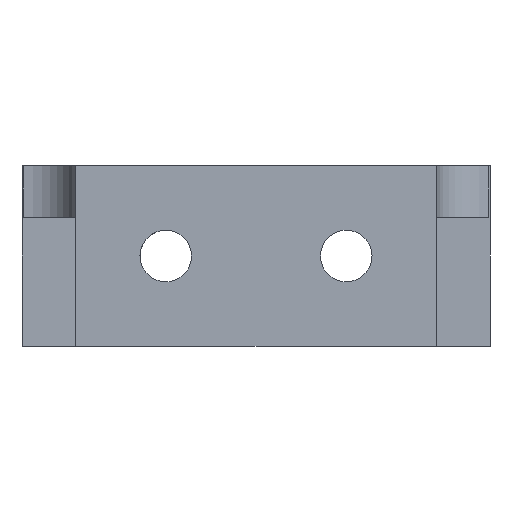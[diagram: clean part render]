
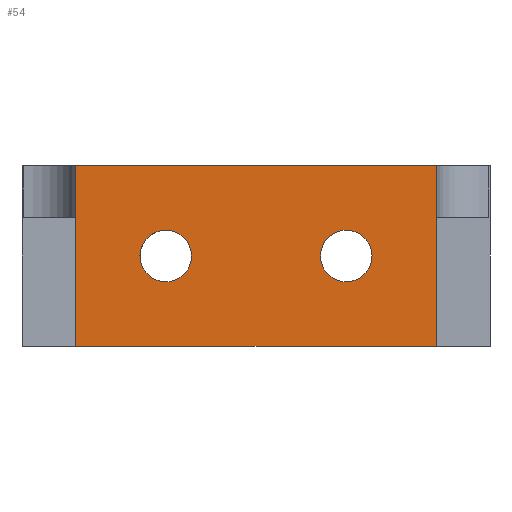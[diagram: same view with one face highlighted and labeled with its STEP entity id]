
A CAD part, front view. The second image highlights one B-rep face of the part: STEP entity #54.
In plain terms, the highlighted planar face has unit normal (0, -1, 0).
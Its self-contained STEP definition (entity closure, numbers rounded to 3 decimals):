
#11 = AXIS2_PLACEMENT_3D ( 'NONE', #653, #943, #636 ) ;
#15 = ORIENTED_EDGE ( 'NONE', *, *, #609, .F. ) ;
#21 = VERTEX_POINT ( 'NONE', #222 ) ;
#29 = VERTEX_POINT ( 'NONE', #676 ) ;
#36 = DIRECTION ( 'NONE',  ( 0., 0., -1. ) ) ;
#43 = VERTEX_POINT ( 'NONE', #74 ) ;
#48 = VERTEX_POINT ( 'NONE', #462 ) ;
#54 = ADVANCED_FACE ( 'NONE', ( #56, #955, #803 ), #474, .F. ) ;
#56 = FACE_OUTER_BOUND ( 'NONE', #70, .T. ) ;
#70 = EDGE_LOOP ( 'NONE', ( #459, #15, #371, #433 ) ) ;
#74 = CARTESIAN_POINT ( 'NONE',  ( 3.5, -52.4, -0.5 ) ) ;
#99 = EDGE_CURVE ( 'NONE', #21, #29, #320, .T. ) ;
#120 = VECTOR ( 'NONE', #248, 1000. ) ;
#124 = ORIENTED_EDGE ( 'NONE', *, *, #638, .T. ) ;
#155 = ORIENTED_EDGE ( 'NONE', *, *, #266, .F. ) ;
#168 = DIRECTION ( 'NONE',  ( 0., 0., 1. ) ) ;
#169 = ORIENTED_EDGE ( 'NONE', *, *, #875, .F. ) ;
#183 = CARTESIAN_POINT ( 'NONE',  ( 7., -52.4, -5. ) ) ;
#202 = CIRCLE ( 'NONE', #11, 1. ) ;
#222 = CARTESIAN_POINT ( 'NONE',  ( -7., -52.4, 2. ) ) ;
#248 = DIRECTION ( 'NONE',  ( 0., 0., -1. ) ) ;
#254 = CARTESIAN_POINT ( 'NONE',  ( -7., -52.4, 2. ) ) ;
#266 = EDGE_CURVE ( 'NONE', #298, #48, #202, .T. ) ;
#291 = CARTESIAN_POINT ( 'NONE',  ( 7., -52.4, 2. ) ) ;
#297 = CIRCLE ( 'NONE', #772, 1. ) ;
#298 = VERTEX_POINT ( 'NONE', #485 ) ;
#304 = VERTEX_POINT ( 'NONE', #183 ) ;
#311 = AXIS2_PLACEMENT_3D ( 'NONE', #483, #651, #36 ) ;
#320 = LINE ( 'NONE', #254, #120 ) ;
#335 = DIRECTION ( 'NONE',  ( 1., 0., 0. ) ) ;
#371 = ORIENTED_EDGE ( 'NONE', *, *, #960, .F. ) ;
#376 = VECTOR ( 'NONE', #940, 1000. ) ;
#412 = AXIS2_PLACEMENT_3D ( 'NONE', #701, #466, #168 ) ;
#414 = LINE ( 'NONE', #574, #597 ) ;
#425 = CARTESIAN_POINT ( 'NONE',  ( 3.5, -52.4, -1.5 ) ) ;
#430 = CARTESIAN_POINT ( 'NONE',  ( 7., -52.4, -5. ) ) ;
#433 = ORIENTED_EDGE ( 'NONE', *, *, #942, .F. ) ;
#459 = ORIENTED_EDGE ( 'NONE', *, *, #99, .T. ) ;
#462 = CARTESIAN_POINT ( 'NONE',  ( -3.5, -52.4, -2.5 ) ) ;
#466 = DIRECTION ( 'NONE',  ( 0., 1., 0. ) ) ;
#474 = PLANE ( 'NONE',  #412 ) ;
#483 = CARTESIAN_POINT ( 'NONE',  ( 3.5, -52.4, -1.5 ) ) ;
#485 = CARTESIAN_POINT ( 'NONE',  ( -3.5, -52.4, -0.5 ) ) ;
#494 = CARTESIAN_POINT ( 'NONE',  ( 7., -52.4, 2. ) ) ;
#517 = AXIS2_PLACEMENT_3D ( 'NONE', #425, #941, #579 ) ;
#534 = VECTOR ( 'NONE', #931, 1000. ) ;
#557 = EDGE_LOOP ( 'NONE', ( #907, #124 ) ) ;
#574 = CARTESIAN_POINT ( 'NONE',  ( 0., -52.4, 2. ) ) ;
#579 = DIRECTION ( 'NONE',  ( 0., 0., -1. ) ) ;
#594 = VERTEX_POINT ( 'NONE', #640 ) ;
#597 = VECTOR ( 'NONE', #335, 1000. ) ;
#609 = EDGE_CURVE ( 'NONE', #304, #29, #846, .T. ) ;
#628 = DIRECTION ( 'NONE',  ( 0., 0., -1. ) ) ;
#636 = DIRECTION ( 'NONE',  ( 0., 0., -1. ) ) ;
#638 = EDGE_CURVE ( 'NONE', #43, #594, #730, .T. ) ;
#639 = LINE ( 'NONE', #494, #376 ) ;
#640 = CARTESIAN_POINT ( 'NONE',  ( 3.5, -52.4, -2.5 ) ) ;
#651 = DIRECTION ( 'NONE',  ( 0., 1., 0. ) ) ;
#653 = CARTESIAN_POINT ( 'NONE',  ( -3.5, -52.4, -1.5 ) ) ;
#658 = EDGE_CURVE ( 'NONE', #594, #43, #963, .T. ) ;
#676 = CARTESIAN_POINT ( 'NONE',  ( -7., -52.4, -5. ) ) ;
#701 = CARTESIAN_POINT ( 'NONE',  ( 0., -52.4, 2. ) ) ;
#730 = CIRCLE ( 'NONE', #311, 1. ) ;
#748 = VERTEX_POINT ( 'NONE', #291 ) ;
#772 = AXIS2_PLACEMENT_3D ( 'NONE', #908, #899, #628 ) ;
#803 = FACE_BOUND ( 'NONE', #944, .T. ) ;
#846 = LINE ( 'NONE', #430, #534 ) ;
#875 = EDGE_CURVE ( 'NONE', #48, #298, #297, .T. ) ;
#899 = DIRECTION ( 'NONE',  ( 0., -1., 0. ) ) ;
#907 = ORIENTED_EDGE ( 'NONE', *, *, #658, .T. ) ;
#908 = CARTESIAN_POINT ( 'NONE',  ( -3.5, -52.4, -1.5 ) ) ;
#931 = DIRECTION ( 'NONE',  ( -1., 0., 0. ) ) ;
#940 = DIRECTION ( 'NONE',  ( 0., 0., -1. ) ) ;
#941 = DIRECTION ( 'NONE',  ( 0., 1., 0. ) ) ;
#942 = EDGE_CURVE ( 'NONE', #21, #748, #414, .T. ) ;
#943 = DIRECTION ( 'NONE',  ( 0., -1., 0. ) ) ;
#944 = EDGE_LOOP ( 'NONE', ( #169, #155 ) ) ;
#955 = FACE_BOUND ( 'NONE', #557, .T. ) ;
#960 = EDGE_CURVE ( 'NONE', #748, #304, #639, .T. ) ;
#963 = CIRCLE ( 'NONE', #517, 1. ) ;
